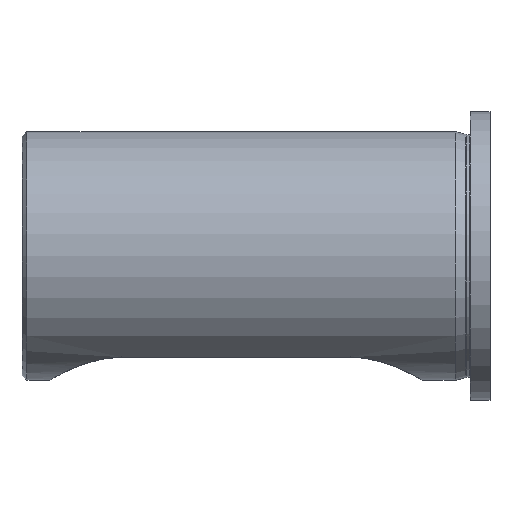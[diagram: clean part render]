
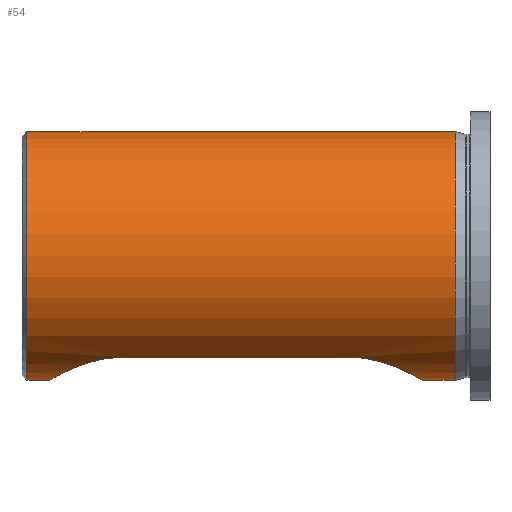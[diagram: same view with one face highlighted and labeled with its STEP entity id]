
A CAD part, top view. The second image highlights one B-rep face of the part: STEP entity #54.
In plain terms, the highlighted cylindrical face has radius 12.5 mm (diameter 25 mm), a full revolution.
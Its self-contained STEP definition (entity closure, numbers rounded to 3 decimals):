
#54=ADVANCED_FACE('',(#98,#99,#100),#74,.T.);
#74=CYLINDRICAL_SURFACE('',#313,12.5);
#80=CIRCLE('',#311,12.5);
#81=CIRCLE('',#312,12.5);
#98=FACE_BOUND('',#128,.T.);
#99=FACE_BOUND('',#129,.T.);
#100=FACE_BOUND('',#130,.T.);
#128=EDGE_LOOP('',(#184,#185,#186,#187));
#129=EDGE_LOOP('',(#188));
#130=EDGE_LOOP('',(#189));
#164=LINE('',#450,#174);
#165=LINE('',#463,#175);
#174=VECTOR('',#351,1.);
#175=VECTOR('',#352,1.);
#184=ORIENTED_EDGE('',*,*,#274,.F.);
#185=ORIENTED_EDGE('',*,*,#275,.F.);
#186=ORIENTED_EDGE('',*,*,#276,.F.);
#187=ORIENTED_EDGE('',*,*,#277,.F.);
#188=ORIENTED_EDGE('',*,*,#278,.T.);
#189=ORIENTED_EDGE('',*,*,#279,.F.);
#248=VERTEX_POINT('',#448);
#249=VERTEX_POINT('',#449);
#250=VERTEX_POINT('',#451);
#251=VERTEX_POINT('',#462);
#252=VERTEX_POINT('',#465);
#253=VERTEX_POINT('',#467);
#274=EDGE_CURVE('',#248,#249,#306,.T.);
#275=EDGE_CURVE('',#250,#248,#164,.T.);
#276=EDGE_CURVE('',#251,#250,#307,.T.);
#277=EDGE_CURVE('',#249,#251,#165,.T.);
#278=EDGE_CURVE('',#252,#252,#80,.T.);
#279=EDGE_CURVE('',#253,#253,#81,.T.);
#306=B_SPLINE_CURVE_WITH_KNOTS('',3,(#438,#439,#440,#441,#442,#443,#444,
#445,#446,#447),.UNSPECIFIED.,.F.,.F.,(4,2,2,2,4),(0.,0.25,0.5,0.75,1.),
 .UNSPECIFIED.);
#307=B_SPLINE_CURVE_WITH_KNOTS('',3,(#452,#453,#454,#455,#456,#457,#458,
#459,#460,#461),.UNSPECIFIED.,.F.,.F.,(4,2,2,2,4),(0.,0.25,0.5,0.75,1.),
 .UNSPECIFIED.);
#311=AXIS2_PLACEMENT_3D('',#464,#353,#354);
#312=AXIS2_PLACEMENT_3D('',#466,#355,#356);
#313=AXIS2_PLACEMENT_3D('',#468,#357,#358);
#351=DIRECTION('',(-1.,0.,0.));
#352=DIRECTION('',(1.,0.,0.));
#353=DIRECTION('',(1.,0.,0.));
#354=DIRECTION('',(0.,0.,1.));
#355=DIRECTION('',(1.,0.,0.));
#356=DIRECTION('',(0.,0.,1.));
#357=DIRECTION('',(1.,0.,0.));
#358=DIRECTION('',(0.,0.,-1.));
#438=CARTESIAN_POINT('',(-35.,-10.183,7.25));
#439=CARTESIAN_POINT('',(-36.966,-10.183,7.25));
#440=CARTESIAN_POINT('',(-38.81,-10.809,6.439));
#441=CARTESIAN_POINT('',(-41.427,-11.984,3.83));
#442=CARTESIAN_POINT('',(-42.247,-12.498,1.963));
#443=CARTESIAN_POINT('',(-42.253,-12.502,-1.937));
#444=CARTESIAN_POINT('',(-41.429,-11.986,-3.827));
#445=CARTESIAN_POINT('',(-38.811,-10.81,-6.438));
#446=CARTESIAN_POINT('',(-36.969,-10.183,-7.25));
#447=CARTESIAN_POINT('',(-35.,-10.183,-7.25));
#448=CARTESIAN_POINT('',(-35.,-10.183,7.25));
#449=CARTESIAN_POINT('',(-35.,-10.183,-7.25));
#450=CARTESIAN_POINT('',(2.,-10.183,7.25));
#451=CARTESIAN_POINT('',(-12.,-10.183,7.25));
#452=CARTESIAN_POINT('',(-12.,-10.183,-7.25));
#453=CARTESIAN_POINT('',(-10.034,-10.183,-7.25));
#454=CARTESIAN_POINT('',(-8.19,-10.809,-6.439));
#455=CARTESIAN_POINT('',(-5.573,-11.984,-3.83));
#456=CARTESIAN_POINT('',(-4.753,-12.498,-1.963));
#457=CARTESIAN_POINT('',(-4.747,-12.502,1.937));
#458=CARTESIAN_POINT('',(-5.571,-11.986,3.827));
#459=CARTESIAN_POINT('',(-8.189,-10.81,6.438));
#460=CARTESIAN_POINT('',(-10.031,-10.183,7.25));
#461=CARTESIAN_POINT('',(-12.,-10.183,7.25));
#462=CARTESIAN_POINT('',(-12.,-10.183,-7.25));
#463=CARTESIAN_POINT('',(2.,-10.183,-7.25));
#464=CARTESIAN_POINT('',(-44.5,0.,0.));
#465=CARTESIAN_POINT('',(-44.5,0.,12.5));
#466=CARTESIAN_POINT('',(-1.5,0.,0.));
#467=CARTESIAN_POINT('',(-1.5,0.,12.5));
#468=CARTESIAN_POINT('',(2.,0.,0.));
